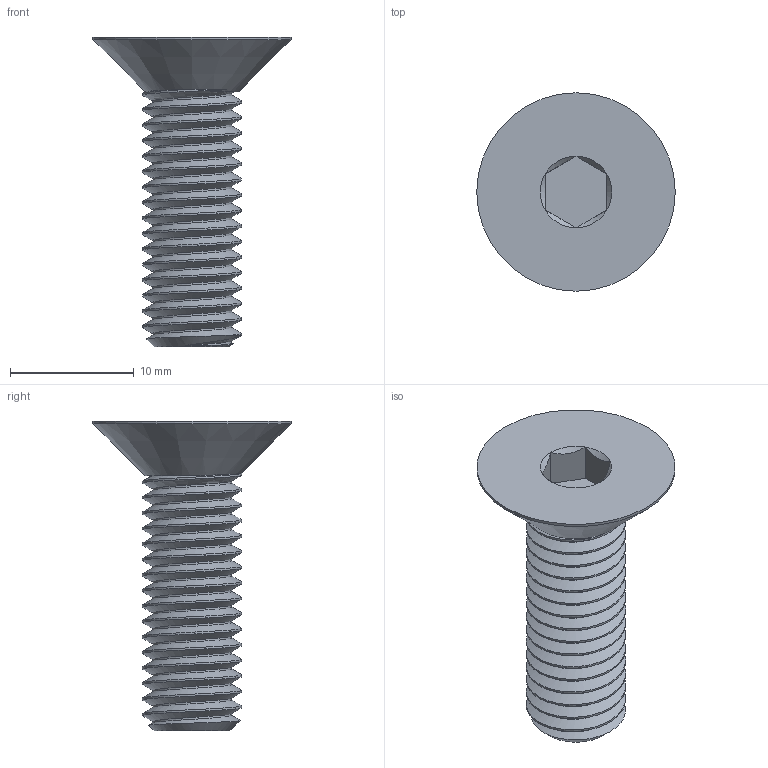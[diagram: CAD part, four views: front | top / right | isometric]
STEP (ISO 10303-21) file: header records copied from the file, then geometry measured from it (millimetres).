
FILE_DESCRIPTION(/* description */ ('STEP AP203'),/* implementation_level */ '2;1');
FILE_NAME(/* name */ 'screws_16mm_m8x1.25_ext.stp',/* time_stamp */ '2022-12-09T16:45:00+01:00',/* author */ ('Rik Ubaghs'),/* organization */ ('Managed by Terraform'),/* preprocessor_version */ 'ST-DEVELOPER v18.1',/* originating_system */ 'Autodesk Inventor 2021',/* authorisation */ '');
FILE_SCHEMA (('AUTOMOTIVE_DESIGN { 1 0 10303 214 3 1 1 }'));
Length unit declared in the file: millimetre
Products named in the file (1): screws_16mm_m8x1.25_ext
Bounding box: 16 x 16 x 25 mm (x, y, z)
Volume: 1291.8 mm3; surface area: 1326.9 mm2
Topology: 1 solids, 1 shells, 56 faces, 149 edges, 96 vertices
Faces by surface type: cylinder 36, plane 10, cone 8, bspline 2
Full cylindrical faces by diameter (mm): 6.376 x16, 8 x15, 16 x1
Entity records: 7108 total; most frequent: CARTESIAN_POINT 5870, ORIENTED_EDGE 298, DIRECTION 196, EDGE_CURVE 149, VERTEX_POINT 96, AXIS2_PLACEMENT_3D 74, EDGE_LOOP 57, FACE_OUTER_BOUND 56
